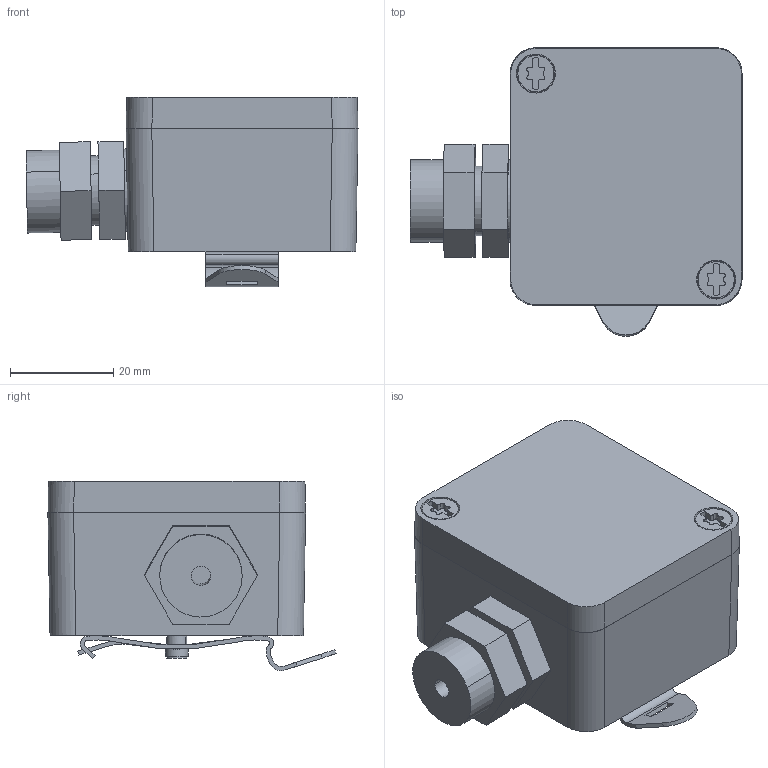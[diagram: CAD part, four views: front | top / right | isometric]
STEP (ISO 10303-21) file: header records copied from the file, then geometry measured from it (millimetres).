
FILE_DESCRIPTION(('CATIA V5 STEP Exchange','CAx-IF Rec.Pracs.--- Model Styling and Organization---1.4--- 2014-01-23'),'2;1');
FILE_NAME ('D1501156_1', '2024-05-02T09:35:17+00:00', ('none'), ('Weidmueller'), 'CATIA Version 5-6 Release 2016 SP3 HF44', 'CATIA V5 STEP AP214', 'none');
FILE_SCHEMA(('AUTOMOTIVE_DESIGN { 1 0 10303 214 1 1 1 1 }'));
Length unit declared in the file: millimetre
Products named in the file (1): S3D_FBCON_TERM_D_EX_FM
Bounding box: 64.46 x 55.96 x 36.74 mm (x, y, z)
Volume: 69559.7 mm3; surface area: 14737.5 mm2
Topology: 1 solids, 1 shells, 164 faces, 429 edges, 285 vertices
Faces by surface type: cylinder 78, plane 74, cone 12
Entity records: 5148 total; most frequent: CARTESIAN_POINT 1090, ORIENTED_EDGE 858, DIRECTION 657, EDGE_CURVE 429, AXIS2_PLACEMENT_3D 290, VERTEX_POINT 285, VECTOR 240, LINE 240
